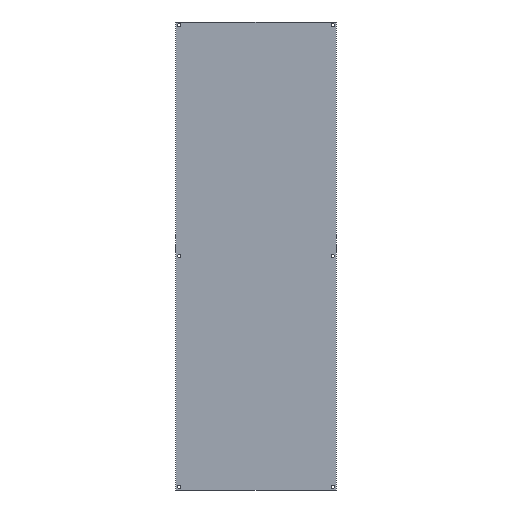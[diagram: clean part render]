
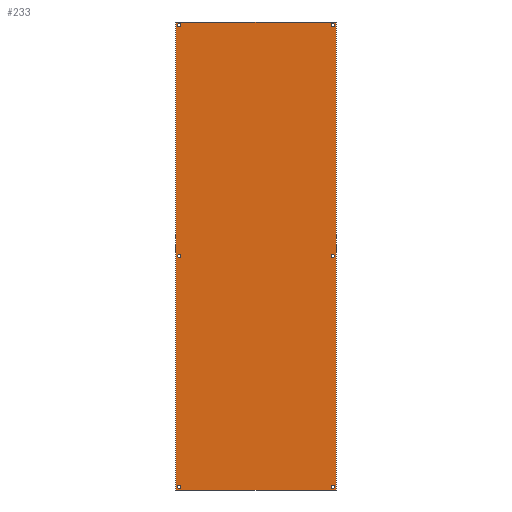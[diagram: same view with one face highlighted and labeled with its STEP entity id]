
A CAD part, left-side view. The second image highlights one B-rep face of the part: STEP entity #233.
In plain terms, the highlighted planar face has unit normal (-1, 0, 0).
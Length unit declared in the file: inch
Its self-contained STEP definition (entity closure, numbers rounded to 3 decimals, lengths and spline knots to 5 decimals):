
#14=LINE('',#379,#26);
#15=LINE('',#381,#27);
#16=LINE('',#383,#28);
#17=LINE('',#384,#29);
#26=VECTOR('',#323,39.37008);
#27=VECTOR('',#324,39.37008);
#28=VECTOR('',#325,39.37008);
#29=VECTOR('',#326,39.37008);
#38=PLANE('',#277);
#50=FACE_BOUND('',#87,.T.);
#51=FACE_BOUND('',#88,.T.);
#52=FACE_BOUND('',#89,.T.);
#53=FACE_BOUND('',#90,.T.);
#54=FACE_BOUND('',#91,.T.);
#55=FACE_BOUND('',#92,.T.);
#68=FACE_OUTER_BOUND('',#86,.T.);
#86=EDGE_LOOP('',(#172,#173,#174,#175));
#87=EDGE_LOOP('',(#176));
#88=EDGE_LOOP('',(#177));
#89=EDGE_LOOP('',(#178));
#90=EDGE_LOOP('',(#179));
#91=EDGE_LOOP('',(#180));
#92=EDGE_LOOP('',(#181));
#105=CIRCLE('',#261,0.125);
#107=CIRCLE('',#264,0.125);
#109=CIRCLE('',#267,0.125);
#111=CIRCLE('',#270,0.125);
#113=CIRCLE('',#273,0.125);
#115=CIRCLE('',#276,0.125);
#117=VERTEX_POINT('',#349);
#119=VERTEX_POINT('',#354);
#121=VERTEX_POINT('',#359);
#123=VERTEX_POINT('',#364);
#125=VERTEX_POINT('',#369);
#127=VERTEX_POINT('',#374);
#128=VERTEX_POINT('',#377);
#129=VERTEX_POINT('',#378);
#130=VERTEX_POINT('',#380);
#131=VERTEX_POINT('',#382);
#137=EDGE_CURVE('',#117,#117,#105,.T.);
#139=EDGE_CURVE('',#119,#119,#107,.T.);
#141=EDGE_CURVE('',#121,#121,#109,.T.);
#143=EDGE_CURVE('',#123,#123,#111,.T.);
#145=EDGE_CURVE('',#125,#125,#113,.T.);
#147=EDGE_CURVE('',#127,#127,#115,.T.);
#148=EDGE_CURVE('',#128,#129,#14,.T.);
#149=EDGE_CURVE('',#129,#130,#15,.T.);
#150=EDGE_CURVE('',#130,#131,#16,.T.);
#151=EDGE_CURVE('',#131,#128,#17,.T.);
#172=ORIENTED_EDGE('',*,*,#148,.T.);
#173=ORIENTED_EDGE('',*,*,#149,.T.);
#174=ORIENTED_EDGE('',*,*,#150,.T.);
#175=ORIENTED_EDGE('',*,*,#151,.T.);
#176=ORIENTED_EDGE('',*,*,#143,.T.);
#177=ORIENTED_EDGE('',*,*,#145,.T.);
#178=ORIENTED_EDGE('',*,*,#147,.T.);
#179=ORIENTED_EDGE('',*,*,#137,.T.);
#180=ORIENTED_EDGE('',*,*,#139,.T.);
#181=ORIENTED_EDGE('',*,*,#141,.T.);
#233=ADVANCED_FACE('',(#68,#50,#51,#52,#53,#54,#55),#38,.T.);
#261=AXIS2_PLACEMENT_3D('',#350,#289,#290);
#264=AXIS2_PLACEMENT_3D('',#355,#295,#296);
#267=AXIS2_PLACEMENT_3D('',#360,#301,#302);
#270=AXIS2_PLACEMENT_3D('',#365,#307,#308);
#273=AXIS2_PLACEMENT_3D('',#370,#313,#314);
#276=AXIS2_PLACEMENT_3D('',#375,#319,#320);
#277=AXIS2_PLACEMENT_3D('',#376,#321,#322);
#289=DIRECTION('center_axis',(1.,0.,0.));
#290=DIRECTION('ref_axis',(0.,-1.,0.));
#295=DIRECTION('center_axis',(1.,0.,0.));
#296=DIRECTION('ref_axis',(0.,-1.,0.));
#301=DIRECTION('center_axis',(1.,0.,0.));
#302=DIRECTION('ref_axis',(0.,-1.,0.));
#307=DIRECTION('center_axis',(1.,0.,0.));
#308=DIRECTION('ref_axis',(0.,-1.,0.));
#313=DIRECTION('center_axis',(1.,0.,0.));
#314=DIRECTION('ref_axis',(0.,-1.,0.));
#319=DIRECTION('center_axis',(1.,0.,0.));
#320=DIRECTION('ref_axis',(0.,-1.,0.));
#321=DIRECTION('center_axis',(-1.,0.,0.));
#322=DIRECTION('ref_axis',(0.,-1.,0.));
#323=DIRECTION('',(0.,0.,1.));
#324=DIRECTION('',(0.,1.,0.));
#325=DIRECTION('',(0.,0.,-1.));
#326=DIRECTION('',(0.,-1.,0.));
#349=CARTESIAN_POINT('',(-24.25,10.94981,56.25));
#350=CARTESIAN_POINT('Origin',(-24.25,11.07481,56.25));
#354=CARTESIAN_POINT('',(-24.25,10.94981,37.5));
#355=CARTESIAN_POINT('Origin',(-24.25,11.07481,37.5));
#359=CARTESIAN_POINT('',(-24.25,10.94981,18.75));
#360=CARTESIAN_POINT('Origin',(-24.25,11.07481,18.75));
#364=CARTESIAN_POINT('',(-24.25,-1.55019,56.25));
#365=CARTESIAN_POINT('Origin',(-24.25,-1.42519,56.25));
#369=CARTESIAN_POINT('',(-24.25,-1.55019,37.5));
#370=CARTESIAN_POINT('Origin',(-24.25,-1.42519,37.5));
#374=CARTESIAN_POINT('',(-24.25,-1.55019,18.75));
#375=CARTESIAN_POINT('Origin',(-24.25,-1.42519,18.75));
#376=CARTESIAN_POINT('Origin',(-24.25,5.7249,28.25));
#377=CARTESIAN_POINT('',(-24.25,-1.67519,18.5));
#378=CARTESIAN_POINT('',(-24.25,-1.67519,56.5));
#379=CARTESIAN_POINT('',(-24.25,-1.67519,28.25));
#380=CARTESIAN_POINT('',(-24.25,11.32481,56.5));
#381=CARTESIAN_POINT('',(-24.25,5.7249,56.5));
#382=CARTESIAN_POINT('',(-24.25,11.32481,18.5));
#383=CARTESIAN_POINT('',(-24.25,11.32481,28.25));
#384=CARTESIAN_POINT('',(-24.25,5.7249,18.5));
